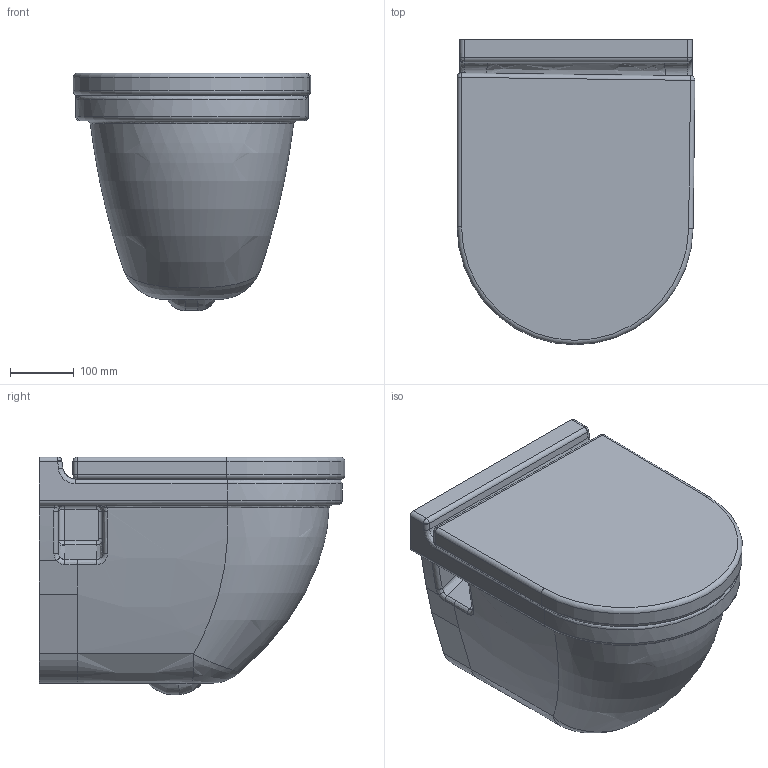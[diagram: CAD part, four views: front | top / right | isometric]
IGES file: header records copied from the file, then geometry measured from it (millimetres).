
Global section: file name: No Iges File Name specified; native system: AutoDesk Inventor R11.0; preprocessor: AutoDesk Inventor Iges Exporter R11.0; author: No Author specified; organization: No Organization specified; date: 20070804.154216; units: millimetre
Bounding box: 373.2 x 479.23 x 373.11 mm (x, y, z)
Volume: 29618548.1 mm3; surface area: 1216470.8 mm2
Topology: 3 solids, 4 shells, 231 faces, 560 edges, 329 vertices
Faces by surface type: bspline 81, plane 50, revolution 43, cylinder 30, torus 21, sphere 6
